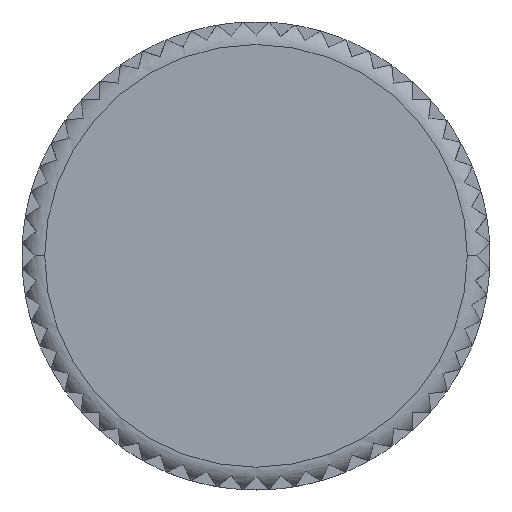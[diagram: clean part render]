
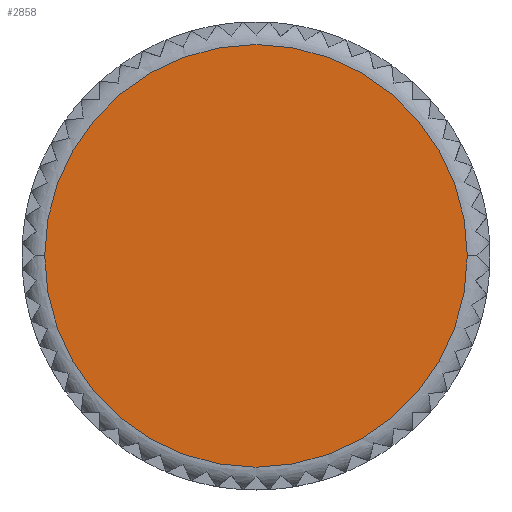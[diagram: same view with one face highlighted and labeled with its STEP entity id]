
A CAD part, top view. The second image highlights one B-rep face of the part: STEP entity #2858.
In plain terms, the highlighted planar face has unit normal (0, 0, 1).
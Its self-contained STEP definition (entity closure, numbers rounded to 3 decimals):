
#1658=VERTEX_POINT('',#4096);
#1958=EDGE_CURVE('',#1658,#2152,#4423,.T.);
#2152=VERTEX_POINT('',#4632);
#2858=ADVANCED_FACE('',(#5401),#5402,.T.);
#3072=EDGE_CURVE('',#2152,#1658,#5639,.T.);
#4096=CARTESIAN_POINT('',(-14.0,0.,29.0));
#4423=CIRCLE('',#7837,14.0);
#4632=CARTESIAN_POINT('',(14.0,0.,29.0));
#5401=FACE_OUTER_BOUND('',#9870,.T.);
#5402=PLANE('',#9871);
#5639=CIRCLE('',#10330,14.0);
#7837=AXIS2_PLACEMENT_3D('',#12436,#12437,#12438);
#9870=EDGE_LOOP('',(#13451,#13452));
#9871=AXIS2_PLACEMENT_3D('',#13453,#13454,#13455);
#10330=AXIS2_PLACEMENT_3D('',#13707,#13708,#13709);
#12436=CARTESIAN_POINT('',(0.0,0.,29.0));
#12437=DIRECTION('',(0.0,0.0,1.0));
#12438=DIRECTION('',(-1.0,0.,0.0));
#13451=ORIENTED_EDGE('',*,*,#1958,.T.);
#13452=ORIENTED_EDGE('',*,*,#3072,.T.);
#13453=CARTESIAN_POINT('',(-7.0,0.,29.0));
#13454=DIRECTION('',(0.0,0.0,1.0));
#13455=DIRECTION('',(-1.0,0.,0.0));
#13707=CARTESIAN_POINT('',(0.0,0.,29.0));
#13708=DIRECTION('',(0.0,0.0,1.0));
#13709=DIRECTION('',(-1.0,0.,0.0));
